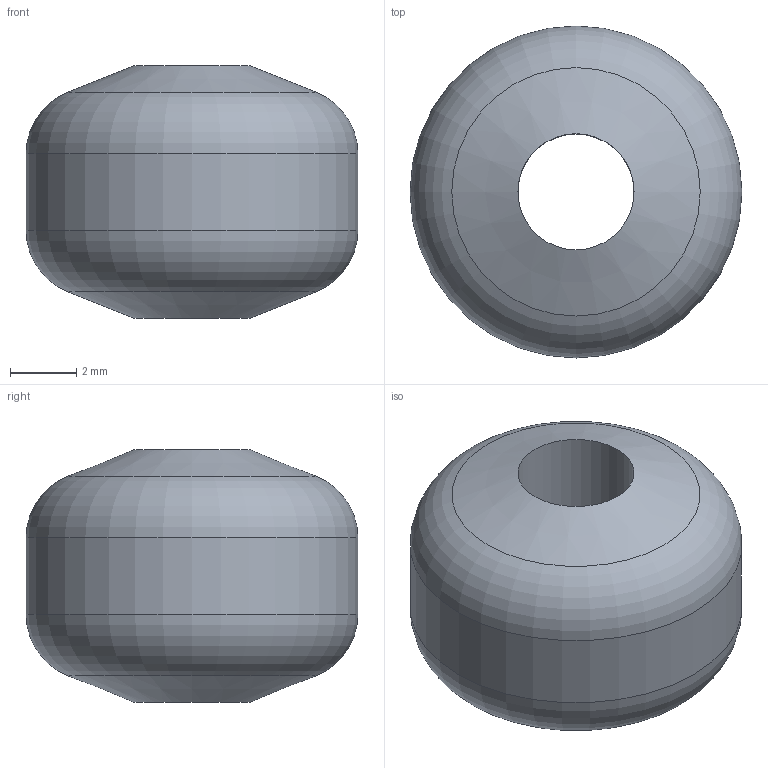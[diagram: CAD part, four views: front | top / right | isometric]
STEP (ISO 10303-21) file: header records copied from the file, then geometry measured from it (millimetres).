
FILE_DESCRIPTION(/* description */ (''),/* implementation_level */ '2;1');
FILE_NAME(/* name */ 'KoloPrzegubu.stp',/* time_stamp */ '2025-06-27T23:45:22+02:00',/* author */ ('isan'),/* organization */ (''),/* preprocessor_version */ 'ST-DEVELOPER v20.1',/* originating_system */ 'Autodesk Inventor 2026',/* authorisation */ '');
FILE_SCHEMA (('AUTOMOTIVE_DESIGN { 1 0 10303 214 3 1 1 }'));
Length unit declared in the file: millimetre
Products named in the file (1): KoloPrzegubu
Bounding box: 10 x 10 x 7.6 mm (x, y, z)
Volume: 400.3 mm3; surface area: 366.1 mm2
Topology: 1 solids, 1 shells, 6 faces, 14 edges, 8 vertices
Faces by surface type: torus 2, cylinder 2, cone 2
Full cylindrical faces by diameter (mm): 3.5 x1, 10 x1
Entity records: 223 total; most frequent: DIRECTION 38, CARTESIAN_POINT 29, ORIENTED_EDGE 28, AXIS2_PLACEMENT_3D 17, EDGE_CURVE 14, CIRCLE 10, VERTEX_POINT 8, FACE_OUTER_BOUND 6
